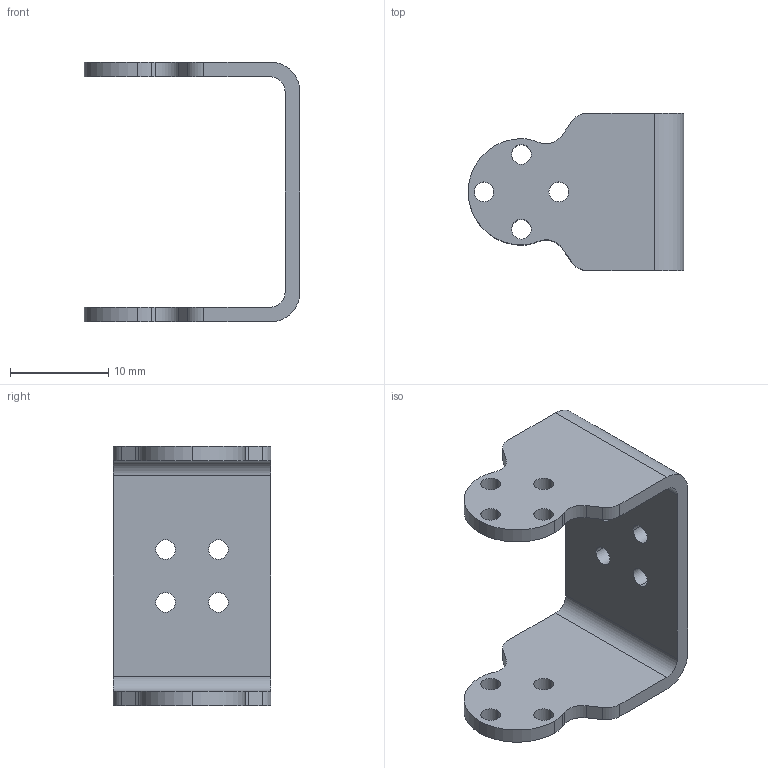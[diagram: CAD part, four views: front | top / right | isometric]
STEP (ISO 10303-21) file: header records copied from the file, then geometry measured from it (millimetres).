
FILE_DESCRIPTION (( 'STEP AP203' ), '1' );
FILE_NAME ('FM01-12-00101 U12U倰嗆攫盓殤', '2025-11-25T02:03:29', ( 'Windows 蚚' ), ( '' ), 'SwSTEP 2.0', 'SolidWorks 2021', '' );
FILE_SCHEMA (( 'CONFIG_CONTROL_DESIGN' ));
Length unit declared in the file: millimetre
Products named in the file (1): FM01-12-00101 U12U型舵盘支架ì_§_ü¨___ì_¨1
Bounding box: 21.9 x 16 x 26.4 mm (x, y, z)
Volume: 1305.7 mm3; surface area: 2076.6 mm2
Topology: 1 solids, 1 shells, 64 faces, 186 edges, 124 vertices
Faces by surface type: cylinder 44, plane 20
Entity records: 2283 total; most frequent: DIRECTION 404, CARTESIAN_POINT 375, ORIENTED_EDGE 372, EDGE_CURVE 186, AXIS2_PLACEMENT_3D 153, VERTEX_POINT 124, VECTOR 98, LINE 98
